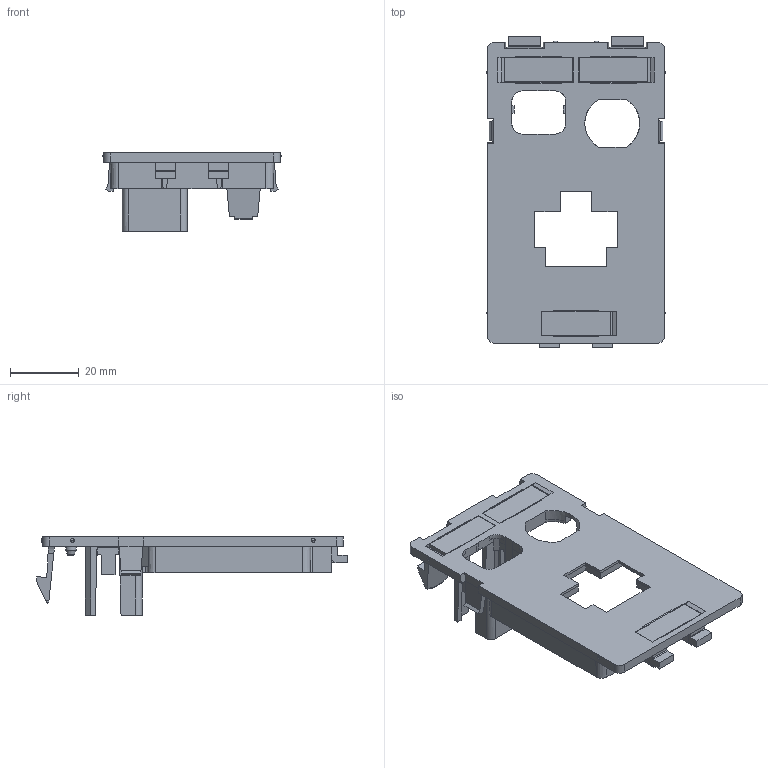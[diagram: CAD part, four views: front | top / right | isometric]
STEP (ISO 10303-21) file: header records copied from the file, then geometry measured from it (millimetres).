
FILE_DESCRIPTION(('CATIA V5 STEP Exchange','CAx-IF Rec.Pracs.--- Model Styling and Organization---1.4--- 2014-01-23'),'2;1');
FILE_NAME ('015870-2_2', '2019-10-09T17:16:23+00:00', ('none'), ('Weidmueller'), 'CATIA Version 5-6 Release 2016 SP3 HF44', 'CATIA V5 STEP AP214', 'none');
FILE_SCHEMA(('AUTOMOTIVE_DESIGN { 1 0 10303 214 1 1 1 1 }'));
Length unit declared in the file: millimetre
Products named in the file (1): 1543710000
Bounding box: 51.9 x 90.5 x 22.8 mm (x, y, z)
Volume: 12790.5 mm3; surface area: 16633.8 mm2
Topology: 4 solids, 4 shells, 594 faces, 1645 edges, 1071 vertices
Faces by surface type: plane 436, cylinder 81, torus 22, cone 21, bspline 16, sphere 12, extrusion 6
Entity records: 18594 total; most frequent: CARTESIAN_POINT 4625, ORIENTED_EDGE 3262, DIRECTION 2227, EDGE_CURVE 1631, VECTOR 1230, LINE 1224, VERTEX_POINT 1071, EDGE_LOOP 626
